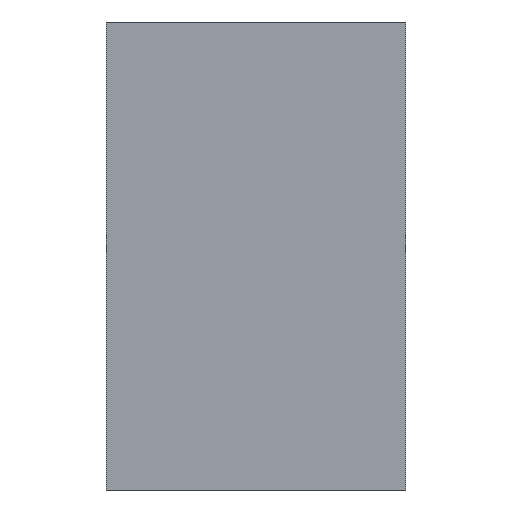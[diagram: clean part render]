
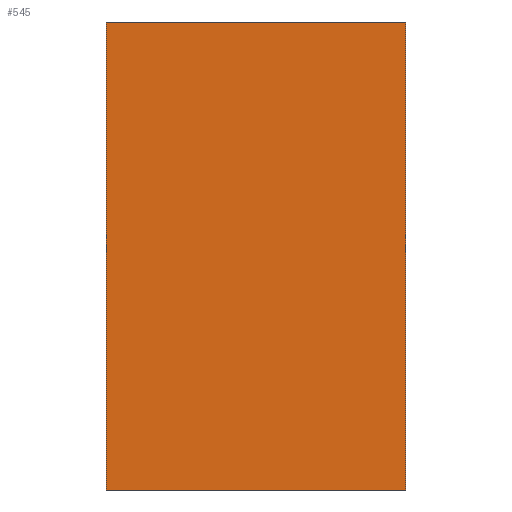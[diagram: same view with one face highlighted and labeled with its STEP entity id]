
A CAD part, left-side view. The second image highlights one B-rep face of the part: STEP entity #545.
In plain terms, the highlighted planar face has unit normal (-1, 0, 0).
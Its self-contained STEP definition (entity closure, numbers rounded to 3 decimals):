
#8 = CARTESIAN_POINT ( 'NONE',  ( -70.655, 9.188, 15. ) ) ;
#45 = EDGE_CURVE ( 'NONE', #525, #606, #564, .T. ) ;
#64 = DIRECTION ( 'NONE',  ( 0., -1., 0. ) ) ;
#72 = CARTESIAN_POINT ( 'NONE',  ( -70.655, 9.188, 0. ) ) ;
#102 = LINE ( 'NONE', #8, #103 ) ;
#103 = VECTOR ( 'NONE', #64, 1000. ) ;
#117 = DIRECTION ( 'NONE',  ( 0., -1., 0. ) ) ;
#125 = VERTEX_POINT ( 'NONE', #350 ) ;
#171 = VECTOR ( 'NONE', #117, 1000. ) ;
#178 = CARTESIAN_POINT ( 'NONE',  ( -70.655, -0.413, 0. ) ) ;
#184 = VECTOR ( 'NONE', #204, 1000. ) ;
#187 = DIRECTION ( 'NONE',  ( 0., 0., -1. ) ) ;
#198 = CARTESIAN_POINT ( 'NONE',  ( -70.655, 9.188, 15. ) ) ;
#204 = DIRECTION ( 'NONE',  ( 0., 0., -1. ) ) ;
#205 = DIRECTION ( 'NONE',  ( 0., 0., -1. ) ) ;
#222 = ORIENTED_EDGE ( 'NONE', *, *, #45, .T. ) ;
#229 = EDGE_CURVE ( 'NONE', #125, #606, #424, .T. ) ;
#238 = VECTOR ( 'NONE', #187, 1000. ) ;
#248 = CARTESIAN_POINT ( 'NONE',  ( -70.655, 9.188, 15. ) ) ;
#270 = CARTESIAN_POINT ( 'NONE',  ( -70.655, 9.188, 0. ) ) ;
#283 = CARTESIAN_POINT ( 'NONE',  ( -70.655, -0.413, 15. ) ) ;
#291 = FACE_OUTER_BOUND ( 'NONE', #355, .T. ) ;
#302 = LINE ( 'NONE', #198, #184 ) ;
#312 = AXIS2_PLACEMENT_3D ( 'NONE', #534, #486, #205 ) ;
#321 = EDGE_CURVE ( 'NONE', #378, #525, #302, .T. ) ;
#346 = EDGE_CURVE ( 'NONE', #378, #125, #102, .T. ) ;
#350 = CARTESIAN_POINT ( 'NONE',  ( -70.655, -0.413, 15. ) ) ;
#355 = EDGE_LOOP ( 'NONE', ( #222, #562, #405, #568 ) ) ;
#378 = VERTEX_POINT ( 'NONE', #248 ) ;
#405 = ORIENTED_EDGE ( 'NONE', *, *, #346, .F. ) ;
#424 = LINE ( 'NONE', #283, #238 ) ;
#486 = DIRECTION ( 'NONE',  ( 1., 0., 0. ) ) ;
#525 = VERTEX_POINT ( 'NONE', #270 ) ;
#534 = CARTESIAN_POINT ( 'NONE',  ( -70.655, 9.188, 15. ) ) ;
#541 = PLANE ( 'NONE',  #312 ) ;
#545 = ADVANCED_FACE ( 'NONE', ( #291 ), #541, .F. ) ;
#562 = ORIENTED_EDGE ( 'NONE', *, *, #229, .F. ) ;
#564 = LINE ( 'NONE', #72, #171 ) ;
#568 = ORIENTED_EDGE ( 'NONE', *, *, #321, .T. ) ;
#606 = VERTEX_POINT ( 'NONE', #178 ) ;
